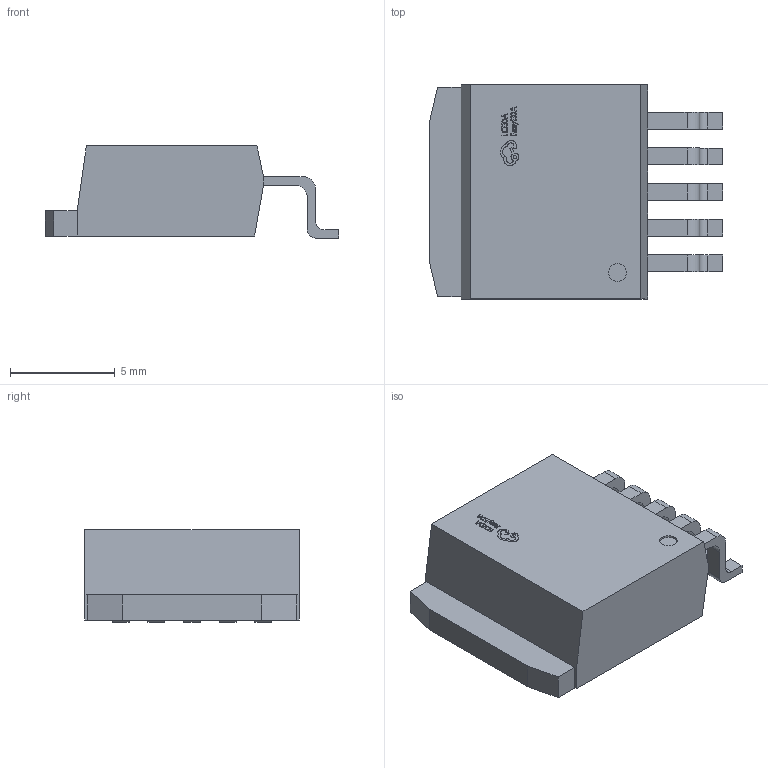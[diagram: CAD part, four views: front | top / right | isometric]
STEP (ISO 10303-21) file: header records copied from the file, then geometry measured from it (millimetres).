
FILE_DESCRIPTION (( 'STEP AP214' ), '1' );
FILE_NAME ('DD-PAK-5_L10.6-W10.3-P1.70-LS14.5-BR.step', '2022-07-08T03:55:42', ( '' ), ( '' ), 'SwSTEP 2.0', 'SolidWorks 2020', '' );
FILE_SCHEMA (( 'AUTOMOTIVE_DESIGN' ));
Length unit declared in the file: millimetre
Products named in the file (1): DD-PAK-5_L10.6-W10.3-P1.70-LS14.5-BR
Bounding box: 14 x 10.22 x 4.4 mm (x, y, z)
Volume: 404 mm3; surface area: 435.8 mm2
Topology: 1 solids, 1 shells, 378 faces, 1035 edges, 686 vertices
Faces by surface type: plane 242, bspline 114, cylinder 22
Entity records: 15889 total; most frequent: CARTESIAN_POINT 4462, ORIENTED_EDGE 2070, DIRECTION 1377, EDGE_CURVE 1035, LINE 759, VECTOR 759, VERTEX_POINT 686, EDGE_LOOP 405
